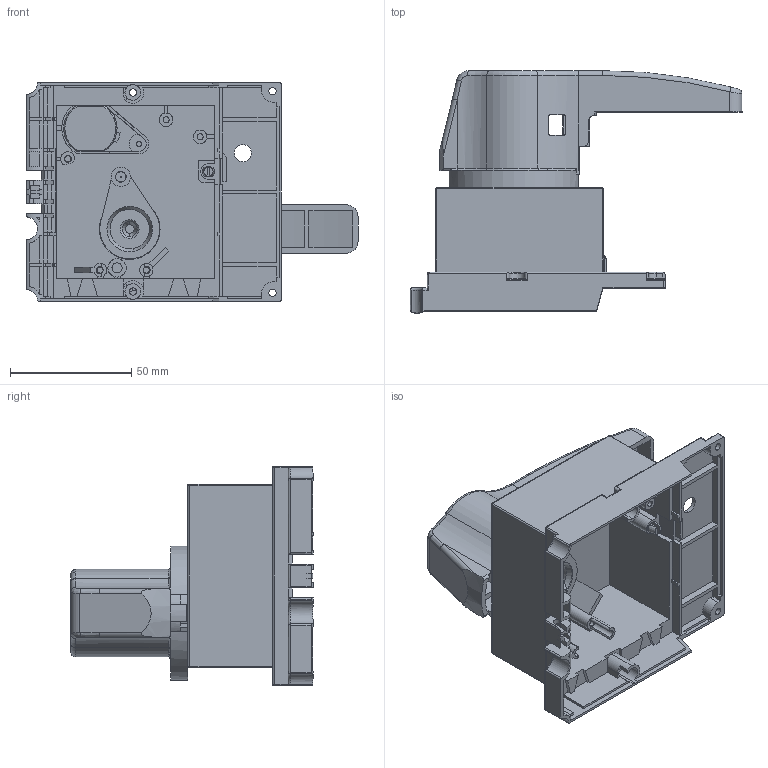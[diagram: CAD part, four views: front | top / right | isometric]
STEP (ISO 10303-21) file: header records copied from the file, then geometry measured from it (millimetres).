
FILE_DESCRIPTION((''),'2;1');
FILE_NAME('NM8-125_RH120001_ASM','2021-01-07T14:22:27',('zhxmin'),(''),'CREO PARAMETRIC BY PTC INC, 2018020','CREO PARAMETRIC BY PTC INC, 2018020','');
FILE_SCHEMA(('CONFIG_CONTROL_DESIGN','SHAPE_APPEARANCE_LAYERS_GROUPS'));
Products named in the file (14): 8ZTD-315-2_1; QUBING100_1; ANNIOU100_1; 8206171_1; 8206173_1; 8ZTD-253-320_SOLID_1_1; 8ZTD-253-320_SOLID_2_1; 8ZTD-253-320_SOLID_3_1; 8ZTD-253-320_SOLID_4_1; 8ZTD-253-320_SOLID_5_1; 8ZTD-253-320_SOLID_6_1; 8ZTD-253-320_SOLID_7_1; ASM0174_ASM; NM8-125_RH120001_ASM
Assembly tree (13 placements, depth 3):
  NM8-125_RH120001_ASM
    ASM0174_ASM
      8ZTD-315-2_1
      QUBING100_1
      ANNIOU100_1
      8206171_1
      8206173_1
      8ZTD-253-320_SOLID_1_1
      8ZTD-253-320_SOLID_2_1
      8ZTD-253-320_SOLID_3_1
      8ZTD-253-320_SOLID_4_1
      8ZTD-253-320_SOLID_5_1
      8ZTD-253-320_SOLID_6_1
      8ZTD-253-320_SOLID_7_1
Bounding box: 136.7 x 99.88 x 90 mm (x, y, z)
Volume: 105489.7 mm3; surface area: 100549.5 mm2
Topology: 12 solids, 12 shells, 4179 faces, 11832 edges, 7843 vertices
Faces by surface type: plane 3644, cylinder 442, torus 46, bspline 21, cone 18, sphere 8
Entity records: 164769 total; most frequent: CARTESIAN_POINT 26300, ORIENTED_EDGE 23640, DIRECTION 20990, EDGE_CURVE 11820, VECTOR 10384, LINE 10384, VERTEX_POINT 7841, AXIS2_PLACEMENT_3D 5303
